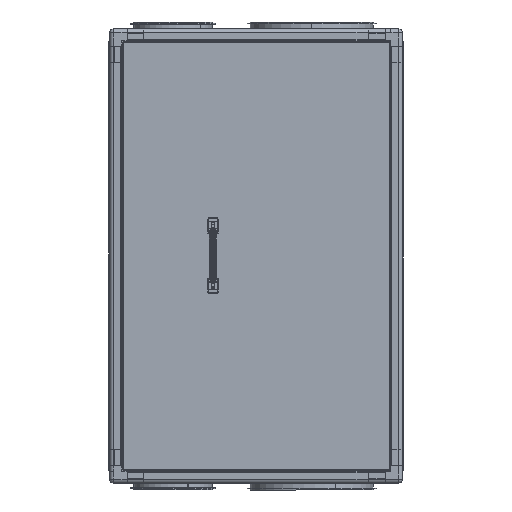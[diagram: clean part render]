
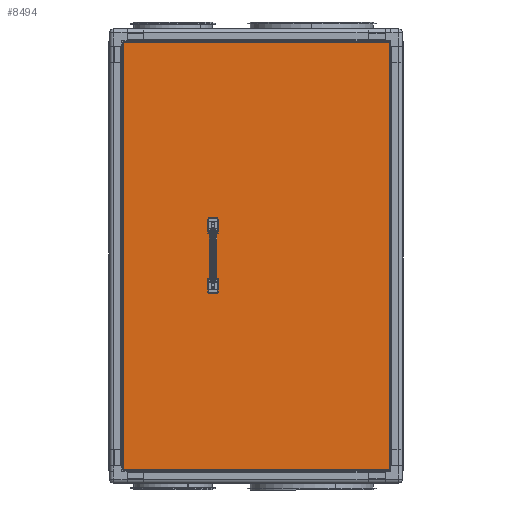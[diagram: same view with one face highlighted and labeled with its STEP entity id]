
A CAD part, left-side view. The second image highlights one B-rep face of the part: STEP entity #8494.
In plain terms, the highlighted face is planar.
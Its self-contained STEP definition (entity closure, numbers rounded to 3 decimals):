
#55 = CARTESIAN_POINT ( 'NONE',  ( 733.552, -334.089, 0. ) ) ;
#711 = VERTEX_POINT ( 'NONE', #17445 ) ;
#815 = ORIENTED_EDGE ( 'NONE', *, *, #3230, .T. ) ;
#1580 = DIRECTION ( 'NONE',  ( 1., 0., 0. ) ) ;
#1766 = DIRECTION ( 'NONE',  ( 0., 0., 1. ) ) ;
#2178 = AXIS2_PLACEMENT_3D ( 'NONE', #10467, #8303, #2759 ) ;
#2263 = VECTOR ( 'NONE', #3037, 1000. ) ;
#2759 = DIRECTION ( 'NONE',  ( 1., 0., 0. ) ) ;
#3037 = DIRECTION ( 'NONE',  ( 0., -1., 0. ) ) ;
#3084 = DIRECTION ( 'NONE',  ( 0., 1., 0. ) ) ;
#3127 = AXIS2_PLACEMENT_3D ( 'NONE', #19697, #5201, #1580 ) ;
#3230 = EDGE_CURVE ( 'NONE', #3438, #15304, #18653, .T. ) ;
#3349 = DIRECTION ( 'NONE',  ( 1., 0., 0. ) ) ;
#3438 = VERTEX_POINT ( 'NONE', #17906 ) ;
#3783 = VECTOR ( 'NONE', #8513, 1000. ) ;
#4079 = CIRCLE ( 'NONE', #2178, 3. ) ;
#4385 = FACE_BOUND ( 'NONE', #15931, .T. ) ;
#5179 = ORIENTED_EDGE ( 'NONE', *, *, #10254, .T. ) ;
#5201 = DIRECTION ( 'NONE',  ( 0., 0., 1. ) ) ;
#5566 = EDGE_CURVE ( 'NONE', #22795, #7302, #4079, .T. ) ;
#5704 = DIRECTION ( 'NONE',  ( 1., 0., 0. ) ) ;
#5794 = ORIENTED_EDGE ( 'NONE', *, *, #20075, .F. ) ;
#6468 = CARTESIAN_POINT ( 'NONE',  ( 253.318, 123.179, 0. ) ) ;
#6769 = LINE ( 'NONE', #14031, #2263 ) ;
#7302 = VERTEX_POINT ( 'NONE', #16487 ) ;
#7526 = CARTESIAN_POINT ( 'NONE',  ( 259.318, 123.179, 0. ) ) ;
#7820 = AXIS2_PLACEMENT_3D ( 'NONE', #15947, #10838, #23308 ) ;
#8303 = DIRECTION ( 'NONE',  ( 0., 0., 1. ) ) ;
#8353 = VERTEX_POINT ( 'NONE', #7526 ) ;
#8494 = ADVANCED_FACE ( 'NONE', ( #4385, #15956, #19130 ), #8685, .T. ) ;
#8513 = DIRECTION ( 'NONE',  ( -1., 0., 0. ) ) ;
#8685 = PLANE ( 'NONE',  #23098 ) ;
#8694 = EDGE_LOOP ( 'NONE', ( #23138, #23685 ) ) ;
#10141 = CIRCLE ( 'NONE', #14397, 3. ) ;
#10252 = VERTEX_POINT ( 'NONE', #6468 ) ;
#10253 = CARTESIAN_POINT ( 'NONE',  ( 0., 0., 0. ) ) ;
#10254 = EDGE_CURVE ( 'NONE', #17108, #711, #19404, .T. ) ;
#10368 = VECTOR ( 'NONE', #5704, 1000. ) ;
#10467 = CARTESIAN_POINT ( 'NONE',  ( 103.318, 123.179, 0. ) ) ;
#10838 = DIRECTION ( 'NONE',  ( 0., 0., 1. ) ) ;
#12579 = ORIENTED_EDGE ( 'NONE', *, *, #5566, .F. ) ;
#12718 = LINE ( 'NONE', #14433, #17831 ) ;
#13647 = EDGE_CURVE ( 'NONE', #8353, #10252, #10141, .T. ) ;
#14031 = CARTESIAN_POINT ( 'NONE',  ( -375.915, 356.437, 0. ) ) ;
#14397 = AXIS2_PLACEMENT_3D ( 'NONE', #16267, #1766, #3349 ) ;
#14418 = ORIENTED_EDGE ( 'NONE', *, *, #16059, .T. ) ;
#14433 = CARTESIAN_POINT ( 'NONE',  ( 733.552, -334.089, 0. ) ) ;
#14851 = EDGE_CURVE ( 'NONE', #10252, #8353, #23260, .T. ) ;
#15011 = CARTESIAN_POINT ( 'NONE',  ( -375.915, -334.089, 0. ) ) ;
#15304 = VERTEX_POINT ( 'NONE', #55 ) ;
#15828 = DIRECTION ( 'NONE',  ( 0., 0., 1. ) ) ;
#15931 = EDGE_LOOP ( 'NONE', ( #5794, #12579 ) ) ;
#15947 = CARTESIAN_POINT ( 'NONE',  ( 256.318, 123.179, 0. ) ) ;
#15956 = FACE_BOUND ( 'NONE', #8694, .T. ) ;
#16059 = EDGE_CURVE ( 'NONE', #15304, #17108, #12718, .T. ) ;
#16267 = CARTESIAN_POINT ( 'NONE',  ( 256.318, 123.179, 0. ) ) ;
#16487 = CARTESIAN_POINT ( 'NONE',  ( 106.318, 123.179, 0. ) ) ;
#16505 = EDGE_LOOP ( 'NONE', ( #20909, #815, #14418, #5179 ) ) ;
#17108 = VERTEX_POINT ( 'NONE', #20980 ) ;
#17445 = CARTESIAN_POINT ( 'NONE',  ( -375.915, 356.437, 0. ) ) ;
#17471 = CARTESIAN_POINT ( 'NONE',  ( 733.552, 356.437, 0. ) ) ;
#17771 = CIRCLE ( 'NONE', #3127, 3. ) ;
#17831 = VECTOR ( 'NONE', #3084, 1000. ) ;
#17906 = CARTESIAN_POINT ( 'NONE',  ( -375.915, -334.089, 0. ) ) ;
#18653 = LINE ( 'NONE', #15011, #10368 ) ;
#18893 = CARTESIAN_POINT ( 'NONE',  ( 100.318, 123.179, 0. ) ) ;
#19130 = FACE_OUTER_BOUND ( 'NONE', #16505, .T. ) ;
#19404 = LINE ( 'NONE', #17471, #3783 ) ;
#19697 = CARTESIAN_POINT ( 'NONE',  ( 103.318, 123.179, 0. ) ) ;
#20075 = EDGE_CURVE ( 'NONE', #7302, #22795, #17771, .T. ) ;
#20909 = ORIENTED_EDGE ( 'NONE', *, *, #21218, .T. ) ;
#20980 = CARTESIAN_POINT ( 'NONE',  ( 733.552, 356.437, 0. ) ) ;
#21218 = EDGE_CURVE ( 'NONE', #711, #3438, #6769, .T. ) ;
#22795 = VERTEX_POINT ( 'NONE', #18893 ) ;
#23098 = AXIS2_PLACEMENT_3D ( 'NONE', #10253, #15828, #23190 ) ;
#23138 = ORIENTED_EDGE ( 'NONE', *, *, #13647, .F. ) ;
#23190 = DIRECTION ( 'NONE',  ( 1., 0., 0. ) ) ;
#23260 = CIRCLE ( 'NONE', #7820, 3. ) ;
#23308 = DIRECTION ( 'NONE',  ( 1., 0., 0. ) ) ;
#23685 = ORIENTED_EDGE ( 'NONE', *, *, #14851, .F. ) ;
